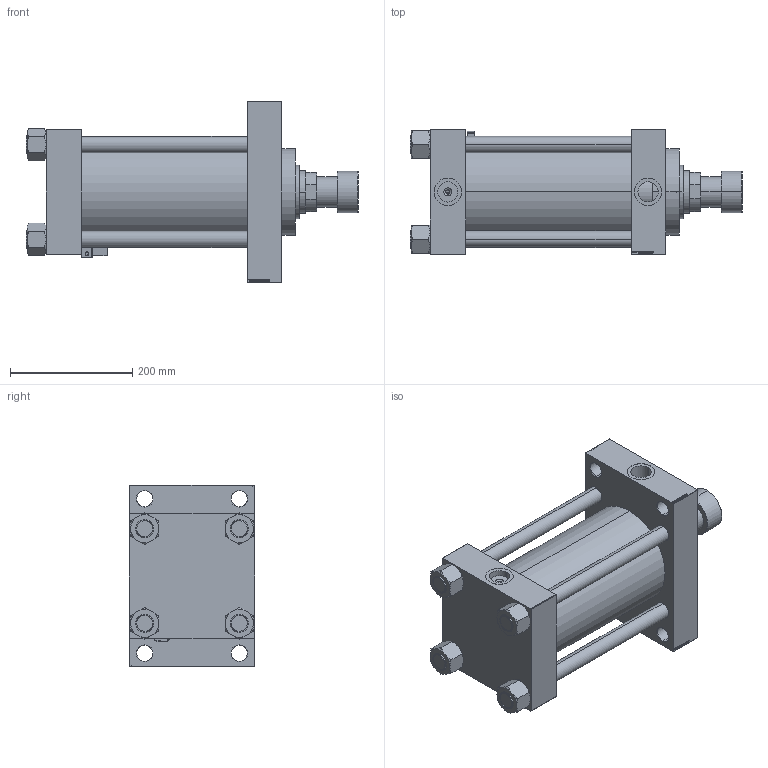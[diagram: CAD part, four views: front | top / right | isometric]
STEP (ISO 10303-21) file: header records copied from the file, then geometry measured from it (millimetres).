
FILE_DESCRIPTION (( 'STEP AP203' ), '1' );
FILE_NAME ('a79b.STEP', '2022-07-22T11:00:40', ( '' ), ( '' ), 'SwSTEP 2.0', 'SolidWorks 2019', '' );
FILE_SCHEMA (( 'CONFIG_CONTROL_DESIGN' ));
Length unit declared in the file: millimetre
Products named in the file (8): V215CR_MSU 58c270576028b0e0ab3e360176004d61; V215CD_VCP_D 58c270576028b0e0ab3e360176004d61; a79b; V215CR_ROD_END_F 58c270576028b0e0ab3e360176004d61; V215CD_NUT_M5_D 58c270576028b0e0ab3e360176004d61; V215CD_D_Body 58c270576028b0e0ab3e360176004d61; V215CD_D_TYCINKA 58c270576028b0e0ab3e360176004d61; V215CD_VC_A 58c270576028b0e0ab3e360176004d61
Assembly tree (13 placements, depth 2):
  a79b
    V215CD_D_Body 58c270576028b0e0ab3e360176004d61
    V215CD_VC_A 58c270576028b0e0ab3e360176004d61
    V215CD_VCP_D 58c270576028b0e0ab3e360176004d61
    V215CD_D_TYCINKA 58c270576028b0e0ab3e360176004d61  x4
    V215CD_NUT_M5_D 58c270576028b0e0ab3e360176004d61  x4
    V215CR_ROD_END_F 58c270576028b0e0ab3e360176004d61
    V215CR_MSU 58c270576028b0e0ab3e360176004d61
Bounding box: 544 x 205 x 297 mm (x, y, z)
Volume: 9448688.9 mm3; surface area: 1041099.1 mm2
Topology: 13 solids, 13 shells, 1245 faces, 3122 edges, 2009 vertices
Faces by surface type: plane 579, bspline 368, cone 142, cylinder 126, torus 18, sphere 12
Entity records: 50474 total; most frequent: CARTESIAN_POINT 25645, ORIENTED_EDGE 5484, DIRECTION 3750, EDGE_CURVE 2742, VERTEX_POINT 1787, LINE 1634, VECTOR 1634, EDGE_LOOP 1227
